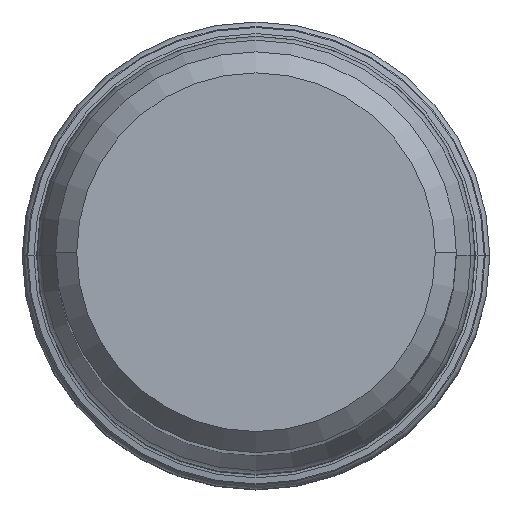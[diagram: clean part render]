
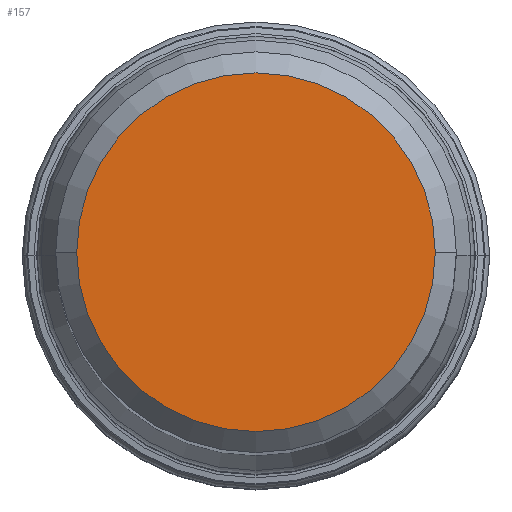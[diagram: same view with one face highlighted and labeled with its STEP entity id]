
A CAD part, top view. The second image highlights one B-rep face of the part: STEP entity #157.
In plain terms, the highlighted planar face has unit normal (0, 0, 1).
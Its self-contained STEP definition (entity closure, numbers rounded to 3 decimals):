
#30=PLANE('',#1467);
#157=ADVANCED_FACE('',(#309),#30,.F.);
#309=FACE_OUTER_BOUND('',#387,.T.);
#387=EDGE_LOOP('',(#684,#685));
#684=ORIENTED_EDGE('',*,*,#922,.T.);
#685=ORIENTED_EDGE('',*,*,#921,.T.);
#770=VERTEX_POINT('',#3011);
#771=VERTEX_POINT('',#3013);
#921=EDGE_CURVE('',#770,#771,#1113,.T.);
#922=EDGE_CURVE('',#771,#770,#1114,.T.);
#1113=CIRCLE('',#1464,8.525);
#1114=CIRCLE('',#1466,8.525);
#1464=AXIS2_PLACEMENT_3D('',#3014,#1808,#1809);
#1466=AXIS2_PLACEMENT_3D('',#3016,#1812,#1813);
#1467=AXIS2_PLACEMENT_3D('',#3017,#1814,#1815);
#1808=DIRECTION('',(0.,0.,1.));
#1809=DIRECTION('',(-1.,0.,0.));
#1812=DIRECTION('',(0.,0.,1.));
#1813=DIRECTION('',(1.,0.,0.));
#1814=DIRECTION('',(0.,0.,-1.));
#1815=DIRECTION('',(-1.,0.,0.));
#3011=CARTESIAN_POINT('',(-8.525,0.,0.));
#3013=CARTESIAN_POINT('',(8.525,0.,0.));
#3014=CARTESIAN_POINT('',(0.,0.,0.));
#3016=CARTESIAN_POINT('',(0.,0.,0.));
#3017=CARTESIAN_POINT('',(0.,0.,0.));
